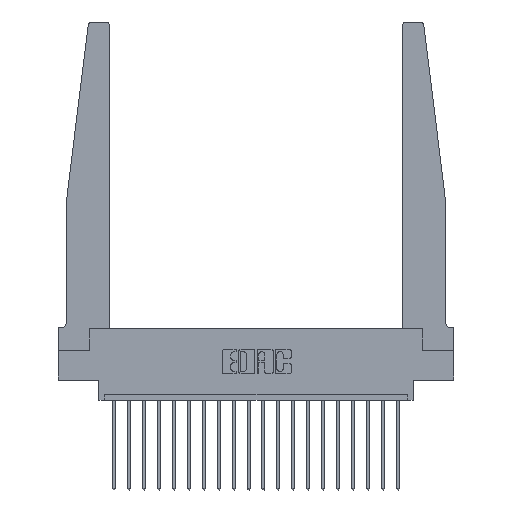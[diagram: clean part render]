
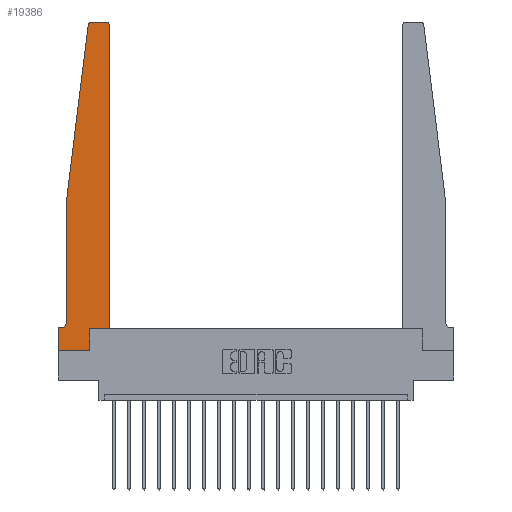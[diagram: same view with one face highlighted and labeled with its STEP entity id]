
A CAD part, top view. The second image highlights one B-rep face of the part: STEP entity #19386.
In plain terms, the highlighted planar face has unit normal (0, 0, 1).
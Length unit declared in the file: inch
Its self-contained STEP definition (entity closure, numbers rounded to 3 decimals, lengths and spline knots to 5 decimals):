
#53 = ORIENTED_EDGE ( 'NONE', *, *, #1466, .T. ) ;
#64 = CARTESIAN_POINT ( 'NONE',  ( 0.065, 0.2375, 0.37 ) ) ;
#93 = CARTESIAN_POINT ( 'NONE',  ( 0., 0.1875, 0.37 ) ) ;
#175 = ORIENTED_EDGE ( 'NONE', *, *, #13110, .T. ) ;
#297 = DIRECTION ( 'NONE',  ( 1., 0., 0. ) ) ;
#989 = CARTESIAN_POINT ( 'NONE',  ( 0.425, 0.18, 0.37 ) ) ;
#1029 = PLANE ( 'NONE',  #5776 ) ;
#1054 = AXIS2_PLACEMENT_3D ( 'NONE', #4733, #19401, #9454 ) ;
#1456 = ORIENTED_EDGE ( 'NONE', *, *, #7261, .T. ) ;
#1466 = EDGE_CURVE ( 'NONE', #10090, #15174, #14847, .T. ) ;
#2197 = DIRECTION ( 'NONE',  ( 0., 0., 1. ) ) ;
#2209 = VERTEX_POINT ( 'NONE', #20023 ) ;
#2370 = VERTEX_POINT ( 'NONE', #93 ) ;
#2476 = DIRECTION ( 'NONE',  ( 0., -1., 0. ) ) ;
#2519 = EDGE_CURVE ( 'NONE', #9158, #3551, #7595, .T. ) ;
#2570 = LINE ( 'NONE', #989, #3004 ) ;
#2722 = DIRECTION ( 'NONE',  ( -1., 0., 0. ) ) ;
#2883 = ORIENTED_EDGE ( 'NONE', *, *, #3175, .T. ) ;
#3004 = VECTOR ( 'NONE', #7374, 39.37008 ) ;
#3094 = ORIENTED_EDGE ( 'NONE', *, *, #16964, .T. ) ;
#3175 = EDGE_CURVE ( 'NONE', #8047, #5247, #9075, .T. ) ;
#3275 = VECTOR ( 'NONE', #2476, 39.37008 ) ;
#3551 = VERTEX_POINT ( 'NONE', #19786 ) ;
#3903 = LINE ( 'NONE', #6733, #20506 ) ;
#3950 = DIRECTION ( 'NONE',  ( 0., -1., 0. ) ) ;
#4070 = CIRCLE ( 'NONE', #1054, 0.03 ) ;
#4188 = CARTESIAN_POINT ( 'NONE',  ( 0., 0.1875, 0.37 ) ) ;
#4578 = EDGE_CURVE ( 'NONE', #5089, #2209, #10349, .T. ) ;
#4733 = CARTESIAN_POINT ( 'NONE',  ( 0.395, 2.72, 0.37 ) ) ;
#5089 = VERTEX_POINT ( 'NONE', #18887 ) ;
#5111 = ORIENTED_EDGE ( 'NONE', *, *, #15936, .T. ) ;
#5247 = VERTEX_POINT ( 'NONE', #5760 ) ;
#5443 = FACE_OUTER_BOUND ( 'NONE', #8502, .T. ) ;
#5760 = CARTESIAN_POINT ( 'NONE',  ( 0.425, 0.18, 0.37 ) ) ;
#5776 = AXIS2_PLACEMENT_3D ( 'NONE', #4188, #10267, #16864 ) ;
#6733 = CARTESIAN_POINT ( 'NONE',  ( 0.2605, 0.18, 0.37 ) ) ;
#7261 = EDGE_CURVE ( 'NONE', #12433, #10090, #13370, .T. ) ;
#7374 = DIRECTION ( 'NONE',  ( 0., 1., 0. ) ) ;
#7470 = VECTOR ( 'NONE', #8541, 39.37008 ) ;
#7473 = VERTEX_POINT ( 'NONE', #9477 ) ;
#7595 = CIRCLE ( 'NONE', #19328, 0.03 ) ;
#7671 = CARTESIAN_POINT ( 'NONE',  ( 0.425, 2.72, 0.37 ) ) ;
#7920 = ORIENTED_EDGE ( 'NONE', *, *, #2519, .T. ) ;
#8047 = VERTEX_POINT ( 'NONE', #8704 ) ;
#8502 = EDGE_LOOP ( 'NONE', ( #175, #7920, #5111, #1456, #53, #16070, #3094, #20407, #11547, #2883, #20026, #16008 ) ) ;
#8541 = DIRECTION ( 'NONE',  ( -0.122, -0.992, 0. ) ) ;
#8619 = DIRECTION ( 'NONE',  ( 0., 1., 0. ) ) ;
#8704 = CARTESIAN_POINT ( 'NONE',  ( 0.2605, 0.18, 0.37 ) ) ;
#9075 = LINE ( 'NONE', #19107, #12948 ) ;
#9115 = CARTESIAN_POINT ( 'NONE',  ( 0.015, 0.2375, 0.37 ) ) ;
#9158 = VERTEX_POINT ( 'NONE', #17419 ) ;
#9454 = DIRECTION ( 'NONE',  ( 1., 0., 0. ) ) ;
#9477 = CARTESIAN_POINT ( 'NONE',  ( 0.395, 2.75, 0.37 ) ) ;
#10090 = VERTEX_POINT ( 'NONE', #64 ) ;
#10129 = CARTESIAN_POINT ( 'NONE',  ( 0.065, 1.25, 0.37 ) ) ;
#10267 = DIRECTION ( 'NONE',  ( 0., 0., 1. ) ) ;
#10347 = LINE ( 'NONE', #18310, #14537 ) ;
#10349 = LINE ( 'NONE', #15267, #13395 ) ;
#10607 = LINE ( 'NONE', #10807, #12449 ) ;
#10807 = CARTESIAN_POINT ( 'NONE',  ( 0.065, 0.1875, 0.37 ) ) ;
#11281 = CARTESIAN_POINT ( 'NONE',  ( 0.065, 1.25, 0.37 ) ) ;
#11463 = EDGE_CURVE ( 'NONE', #5247, #18737, #2570, .T. ) ;
#11501 = CARTESIAN_POINT ( 'NONE',  ( 0.27653, 2.72, 0.37 ) ) ;
#11547 = ORIENTED_EDGE ( 'NONE', *, *, #19631, .T. ) ;
#12433 = VERTEX_POINT ( 'NONE', #11281 ) ;
#12449 = VECTOR ( 'NONE', #17212, 39.37008 ) ;
#12948 = VECTOR ( 'NONE', #17140, 39.37008 ) ;
#13110 = EDGE_CURVE ( 'NONE', #7473, #9158, #17031, .T. ) ;
#13370 = LINE ( 'NONE', #10129, #3275 ) ;
#13395 = VECTOR ( 'NONE', #16743, 39.37008 ) ;
#13468 = EDGE_CURVE ( 'NONE', #15174, #2370, #10607, .T. ) ;
#13638 = EDGE_CURVE ( 'NONE', #18737, #7473, #4070, .T. ) ;
#14341 = DIRECTION ( 'NONE',  ( 0., 0., -1. ) ) ;
#14537 = VECTOR ( 'NONE', #3950, 39.37008 ) ;
#14847 = CIRCLE ( 'NONE', #17519, 0.05 ) ;
#15174 = VERTEX_POINT ( 'NONE', #18251 ) ;
#15267 = CARTESIAN_POINT ( 'NONE',  ( 0., 0., 0.37 ) ) ;
#15936 = EDGE_CURVE ( 'NONE', #3551, #12433, #18177, .T. ) ;
#16008 = ORIENTED_EDGE ( 'NONE', *, *, #13638, .T. ) ;
#16070 = ORIENTED_EDGE ( 'NONE', *, *, #13468, .T. ) ;
#16612 = CARTESIAN_POINT ( 'NONE',  ( 0.065, 1.25, 0.37 ) ) ;
#16743 = DIRECTION ( 'NONE',  ( 1., 0., 0. ) ) ;
#16864 = DIRECTION ( 'NONE',  ( 1., 0., 0. ) ) ;
#16964 = EDGE_CURVE ( 'NONE', #2370, #5089, #10347, .T. ) ;
#17031 = LINE ( 'NONE', #20373, #18800 ) ;
#17140 = DIRECTION ( 'NONE',  ( 1., 0., 0. ) ) ;
#17212 = DIRECTION ( 'NONE',  ( -1., 0., 0. ) ) ;
#17419 = CARTESIAN_POINT ( 'NONE',  ( 0.27653, 2.75, 0.37 ) ) ;
#17519 = AXIS2_PLACEMENT_3D ( 'NONE', #9115, #14341, #2722 ) ;
#18177 = LINE ( 'NONE', #16612, #7470 ) ;
#18251 = CARTESIAN_POINT ( 'NONE',  ( 0.015, 0.1875, 0.37 ) ) ;
#18310 = CARTESIAN_POINT ( 'NONE',  ( 0., 0., 0.37 ) ) ;
#18705 = DIRECTION ( 'NONE',  ( -1., 0., 0. ) ) ;
#18737 = VERTEX_POINT ( 'NONE', #7671 ) ;
#18800 = VECTOR ( 'NONE', #18705, 39.37008 ) ;
#18887 = CARTESIAN_POINT ( 'NONE',  ( 0., 0., 0.37 ) ) ;
#19107 = CARTESIAN_POINT ( 'NONE',  ( 0.425, 0.18, 0.37 ) ) ;
#19328 = AXIS2_PLACEMENT_3D ( 'NONE', #11501, #2197, #297 ) ;
#19386 = ADVANCED_FACE ( 'NONE', ( #5443 ), #1029, .T. ) ;
#19401 = DIRECTION ( 'NONE',  ( 0., 0., 1. ) ) ;
#19631 = EDGE_CURVE ( 'NONE', #2209, #8047, #3903, .T. ) ;
#19786 = CARTESIAN_POINT ( 'NONE',  ( 0.24675, 2.72367, 0.37 ) ) ;
#20023 = CARTESIAN_POINT ( 'NONE',  ( 0.2605, 0., 0.37 ) ) ;
#20026 = ORIENTED_EDGE ( 'NONE', *, *, #11463, .T. ) ;
#20373 = CARTESIAN_POINT ( 'NONE',  ( 0.25, 2.75, 0.37 ) ) ;
#20407 = ORIENTED_EDGE ( 'NONE', *, *, #4578, .T. ) ;
#20506 = VECTOR ( 'NONE', #8619, 39.37008 ) ;
